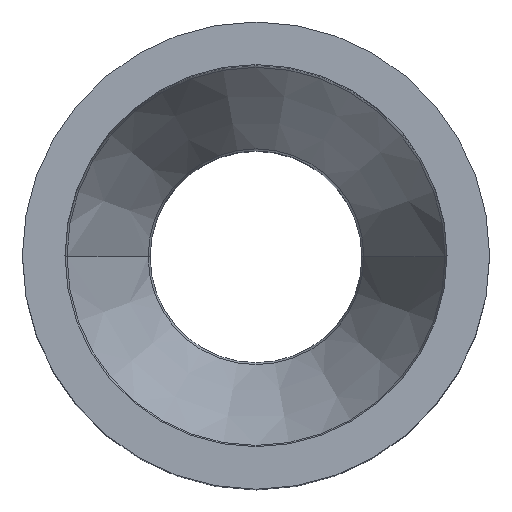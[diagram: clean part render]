
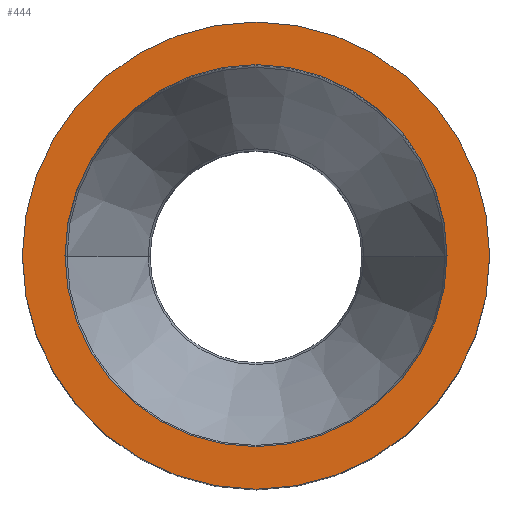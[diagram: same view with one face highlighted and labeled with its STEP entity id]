
A CAD part, top view. The second image highlights one B-rep face of the part: STEP entity #444.
In plain terms, the highlighted planar face has unit normal (0, 0, 1).
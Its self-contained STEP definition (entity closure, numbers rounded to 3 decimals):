
#23 = FACE_BOUND ( 'NONE', #136, .T. ) ;
#31 = AXIS2_PLACEMENT_3D ( 'NONE', #479, #563, #67 ) ;
#42 = EDGE_CURVE ( 'NONE', #104, #303, #117, .T. ) ;
#53 = AXIS2_PLACEMENT_3D ( 'NONE', #443, #635, #373 ) ;
#64 = VERTEX_POINT ( 'NONE', #623 ) ;
#67 = DIRECTION ( 'NONE',  ( 1., 0., 0. ) ) ;
#78 = DIRECTION ( 'NONE',  ( 0., 0., -1. ) ) ;
#92 = DIRECTION ( 'NONE',  ( -1., 0., 0. ) ) ;
#104 = VERTEX_POINT ( 'NONE', #187 ) ;
#117 = CIRCLE ( 'NONE', #296, 36.8 ) ;
#124 = PLANE ( 'NONE',  #31 ) ;
#136 = EDGE_LOOP ( 'NONE', ( #426, #145 ) ) ;
#145 = ORIENTED_EDGE ( 'NONE', *, *, #170, .T. ) ;
#163 = AXIS2_PLACEMENT_3D ( 'NONE', #193, #545, #92 ) ;
#168 = CARTESIAN_POINT ( 'NONE',  ( 0., 0., 102.68 ) ) ;
#170 = EDGE_CURVE ( 'NONE', #303, #104, #549, .T. ) ;
#187 = CARTESIAN_POINT ( 'NONE',  ( -36.8, 0., 102.68 ) ) ;
#191 = CIRCLE ( 'NONE', #588, 45. ) ;
#193 = CARTESIAN_POINT ( 'NONE',  ( 0., 0., 102.68 ) ) ;
#217 = DIRECTION ( 'NONE',  ( -1., 0., 0. ) ) ;
#221 = CIRCLE ( 'NONE', #163, 45. ) ;
#237 = EDGE_CURVE ( 'NONE', #598, #64, #191, .T. ) ;
#287 = CARTESIAN_POINT ( 'NONE',  ( 0., 0., 102.68 ) ) ;
#295 = CARTESIAN_POINT ( 'NONE',  ( -45., 0., 102.68 ) ) ;
#296 = AXIS2_PLACEMENT_3D ( 'NONE', #168, #522, #217 ) ;
#303 = VERTEX_POINT ( 'NONE', #597 ) ;
#369 = FACE_OUTER_BOUND ( 'NONE', #517, .T. ) ;
#373 = DIRECTION ( 'NONE',  ( -1., 0., 0. ) ) ;
#393 = EDGE_CURVE ( 'NONE', #64, #598, #221, .T. ) ;
#426 = ORIENTED_EDGE ( 'NONE', *, *, #42, .T. ) ;
#443 = CARTESIAN_POINT ( 'NONE',  ( 0., 0., 102.68 ) ) ;
#444 = ADVANCED_FACE ( 'NONE', ( #23, #369 ), #124, .T. ) ;
#461 = ORIENTED_EDGE ( 'NONE', *, *, #393, .F. ) ;
#479 = CARTESIAN_POINT ( 'NONE',  ( -36.8, 0., 102.68 ) ) ;
#517 = EDGE_LOOP ( 'NONE', ( #586, #461 ) ) ;
#522 = DIRECTION ( 'NONE',  ( 0., 0., -1. ) ) ;
#545 = DIRECTION ( 'NONE',  ( 0., 0., -1. ) ) ;
#549 = CIRCLE ( 'NONE', #53, 36.8 ) ;
#563 = DIRECTION ( 'NONE',  ( 0., 0., 1. ) ) ;
#582 = DIRECTION ( 'NONE',  ( -1., 0., 0. ) ) ;
#586 = ORIENTED_EDGE ( 'NONE', *, *, #237, .F. ) ;
#588 = AXIS2_PLACEMENT_3D ( 'NONE', #287, #78, #582 ) ;
#597 = CARTESIAN_POINT ( 'NONE',  ( 36.8, 0., 102.68 ) ) ;
#598 = VERTEX_POINT ( 'NONE', #295 ) ;
#623 = CARTESIAN_POINT ( 'NONE',  ( 45., 0., 102.68 ) ) ;
#635 = DIRECTION ( 'NONE',  ( 0., 0., -1. ) ) ;
